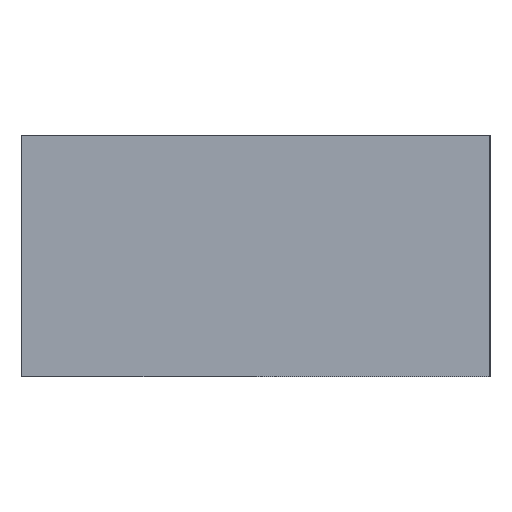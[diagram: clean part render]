
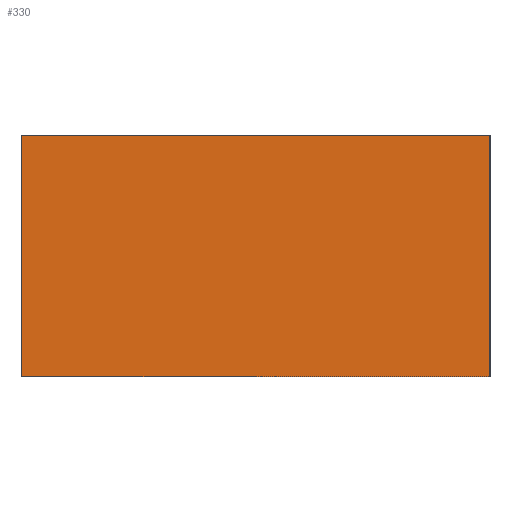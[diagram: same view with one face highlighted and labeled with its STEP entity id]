
A CAD part, left-side view. The second image highlights one B-rep face of the part: STEP entity #330.
In plain terms, the highlighted planar face has unit normal (-1, 0, 0).
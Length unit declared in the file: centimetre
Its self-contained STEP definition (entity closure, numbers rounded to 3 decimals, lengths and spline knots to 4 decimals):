
#41=FACE_OUTER_BOUND('',#65,.T.);
#65=EDGE_LOOP('',(#238,#239,#240,#241));
#78=VERTEX_POINT('',#659);
#79=VERTEX_POINT('',#660);
#108=VERTEX_POINT('',#738);
#109=VERTEX_POINT('',#740);
#118=EDGE_CURVE('',#78,#79,#366,.T.);
#157=EDGE_CURVE('',#108,#78,#404,.T.);
#158=EDGE_CURVE('',#108,#109,#405,.T.);
#159=EDGE_CURVE('',#109,#79,#406,.T.);
#238=ORIENTED_EDGE('',*,*,#118,.F.);
#239=ORIENTED_EDGE('',*,*,#157,.F.);
#240=ORIENTED_EDGE('',*,*,#158,.T.);
#241=ORIENTED_EDGE('',*,*,#159,.T.);
#308=PLANE('',#508);
#330=ADVANCED_FACE('',(#41),#308,.T.);
#366=LINE('',#661,#431);
#404=LINE('',#739,#469);
#405=LINE('',#741,#470);
#406=LINE('',#742,#471);
#431=VECTOR('',#533,10.);
#469=VECTOR('',#593,10.);
#470=VECTOR('',#594,10.);
#471=VECTOR('',#595,10.);
#508=AXIS2_PLACEMENT_3D('',#737,#591,#592);
#533=DIRECTION('',(0.,-1.,0.));
#591=DIRECTION('center_axis',(-1.,0.,0.));
#592=DIRECTION('ref_axis',(0.,-1.,0.));
#593=DIRECTION('',(0.,0.,1.));
#594=DIRECTION('',(0.,-1.,0.));
#595=DIRECTION('',(0.,0.,1.));
#659=CARTESIAN_POINT('',(0.,155.,160.));
#660=CARTESIAN_POINT('',(0.,-155.,160.));
#661=CARTESIAN_POINT('',(0.,155.,160.));
#737=CARTESIAN_POINT('Origin',(0.,155.,0.));
#738=CARTESIAN_POINT('',(0.,155.,0.));
#739=CARTESIAN_POINT('',(0.,155.,0.));
#740=CARTESIAN_POINT('',(0.,-155.,0.));
#741=CARTESIAN_POINT('',(0.,155.,0.));
#742=CARTESIAN_POINT('',(0.,-155.,0.));
